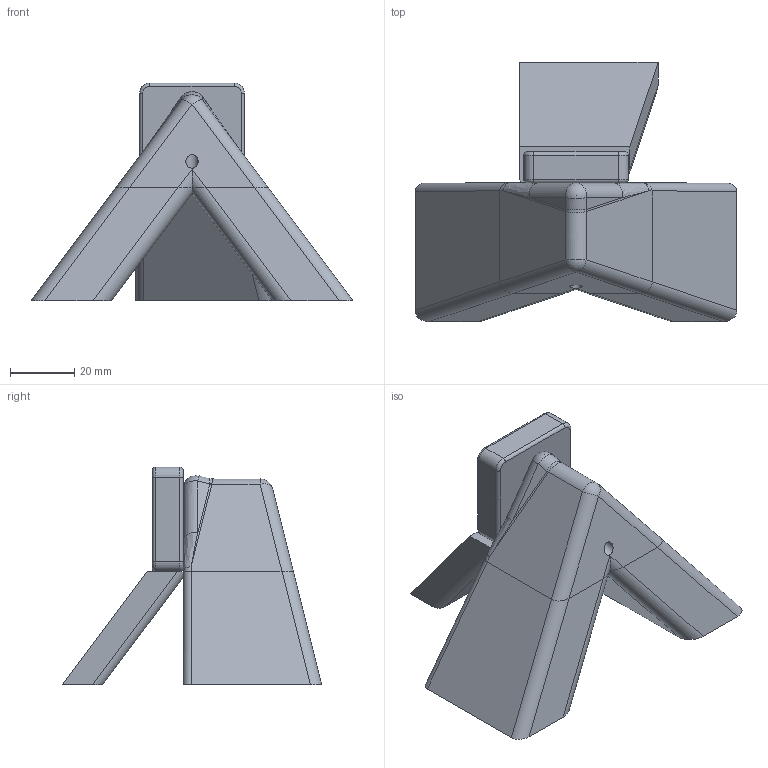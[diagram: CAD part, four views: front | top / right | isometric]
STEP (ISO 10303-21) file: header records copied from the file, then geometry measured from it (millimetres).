
FILE_DESCRIPTION(/* description */ (''),/* implementation_level */ '2;1');
FILE_NAME(/* name */ 'Prism Holder.step',/* time_stamp */ '2024-06-17T17:31:42-04:00',/* author */ (''),/* organization */ (''),/* preprocessor_version */ 'ST-DEVELOPER v20',/* originating_system */ 'Autodesk Translation Framework v12.20.1.177',/* authorisation */ '');
FILE_SCHEMA (('AUTOMOTIVE_DESIGN { 1 0 10303 214 3 1 1 }'));
Length unit declared in the file: millimetre
Products named in the file (2): #2739; KB25/M(Skin or Cxn Base)_skin(BOTTOM)
Assembly tree (1 placements, depth 2):
  #2739
    KB25/M(Skin or Cxn Base)_skin(BOTTOM)
Bounding box: 100 x 80.53 x 67.66 mm (x, y, z)
Volume: 111843.9 mm3; surface area: 27931.1 mm2
Topology: 4 solids, 4 shells, 89 faces, 211 edges, 130 vertices
Faces by surface type: cylinder 38, plane 36, torus 8, bspline 5, sphere 2
Full cylindrical faces by diameter (mm): 3.814 x1, 5.014 x1
Entity records: 2746 total; most frequent: CARTESIAN_POINT 570, DIRECTION 474, ORIENTED_EDGE 420, EDGE_CURVE 210, AXIS2_PLACEMENT_3D 180, VERTEX_POINT 130, LINE 114, VECTOR 114
